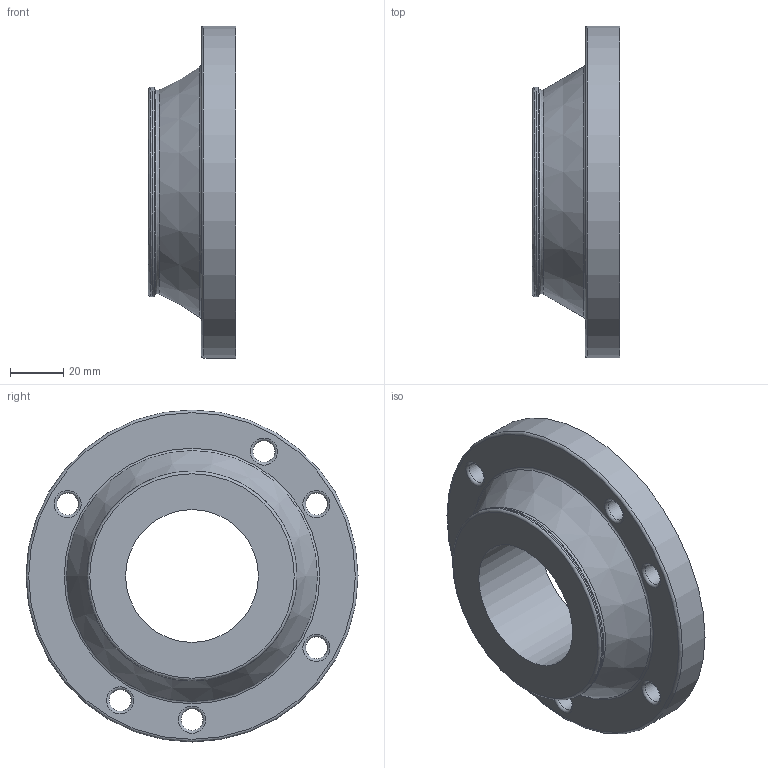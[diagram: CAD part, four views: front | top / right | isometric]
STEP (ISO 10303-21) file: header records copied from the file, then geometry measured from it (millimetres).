
FILE_DESCRIPTION(('FreeCAD Model'),'2;1');
FILE_NAME('Open CASCADE Shape Model','2023-10-27T09:38:45',(''),(''), 'Open CASCADE STEP processor 7.6','FreeCAD','Unknown');
FILE_SCHEMA(('AUTOMOTIVE_DESIGN { 1 0 10303 214 1 1 1 1 }'));
Length unit declared in the file: millimetre
Products named in the file (1): Body
Bounding box: 33 x 125 x 125 mm (x, y, z)
Volume: 202778 mm3; surface area: 35770.6 mm2
Topology: 1 solids, 1 shells, 25 faces, 53 edges, 31 vertices
Faces by surface type: cylinder 9, torus 9, plane 3, bspline 2, cone 2
Full cylindrical faces by diameter (mm): 8.2 x6, 50 x1, 79 x1, 125 x1
Entity records: 1694 total; most frequent: CARTESIAN_POINT 562, DIRECTION 221, ORIENTED_EDGE 106, PCURVE 106, DEFINITIONAL_REPRESENTATION 106, LINE 95, VECTOR 95, AXIS2_PLACEMENT_3D 60
